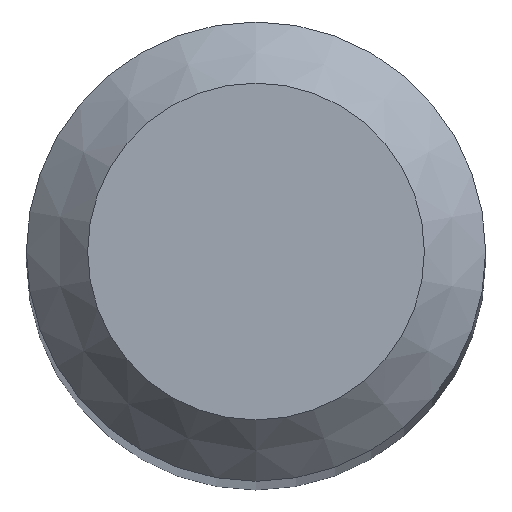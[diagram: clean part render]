
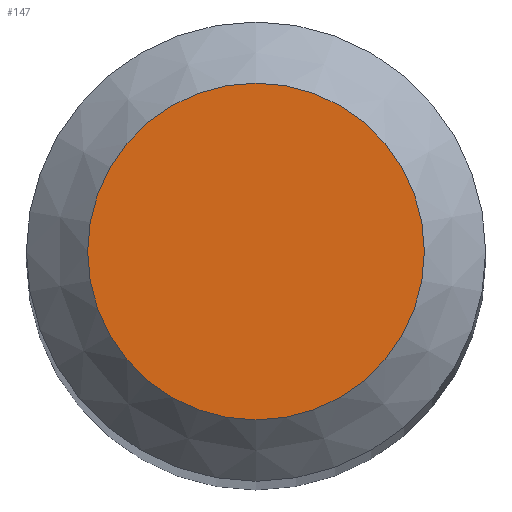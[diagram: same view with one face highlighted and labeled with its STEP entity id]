
A CAD part, top view. The second image highlights one B-rep face of the part: STEP entity #147.
In plain terms, the highlighted planar face has unit normal (0, 0, 1).
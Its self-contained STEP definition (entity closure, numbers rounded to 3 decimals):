
#2 = FACE_OUTER_BOUND ( 'NONE', #262, .T. ) ;
#6 = PLANE ( 'NONE',  #146 ) ;
#17 = ORIENTED_EDGE ( 'NONE', *, *, #30, .F. ) ;
#30 = EDGE_CURVE ( 'NONE', #150, #150, #214, .T. ) ;
#58 = DIRECTION ( 'NONE',  ( 0., 0., -1. ) ) ;
#79 = DIRECTION ( 'NONE',  ( 0., 0., -1. ) ) ;
#81 = DIRECTION ( 'NONE',  ( 0., 1., 0. ) ) ;
#93 = CARTESIAN_POINT ( 'NONE',  ( 0., 1.1, 43. ) ) ;
#144 = DIRECTION ( 'NONE',  ( 0., 1., 0. ) ) ;
#145 = CARTESIAN_POINT ( 'NONE',  ( 0., 0., 43. ) ) ;
#146 = AXIS2_PLACEMENT_3D ( 'NONE', #145, #79, #144 ) ;
#147 = ADVANCED_FACE ( 'NONE', ( #2 ), #6, .F. ) ;
#150 = VERTEX_POINT ( 'NONE', #93 ) ;
#169 = CARTESIAN_POINT ( 'NONE',  ( 0., 0., 43. ) ) ;
#214 = CIRCLE ( 'NONE', #230, 1.1 ) ;
#230 = AXIS2_PLACEMENT_3D ( 'NONE', #169, #58, #81 ) ;
#262 = EDGE_LOOP ( 'NONE', ( #17 ) ) ;
